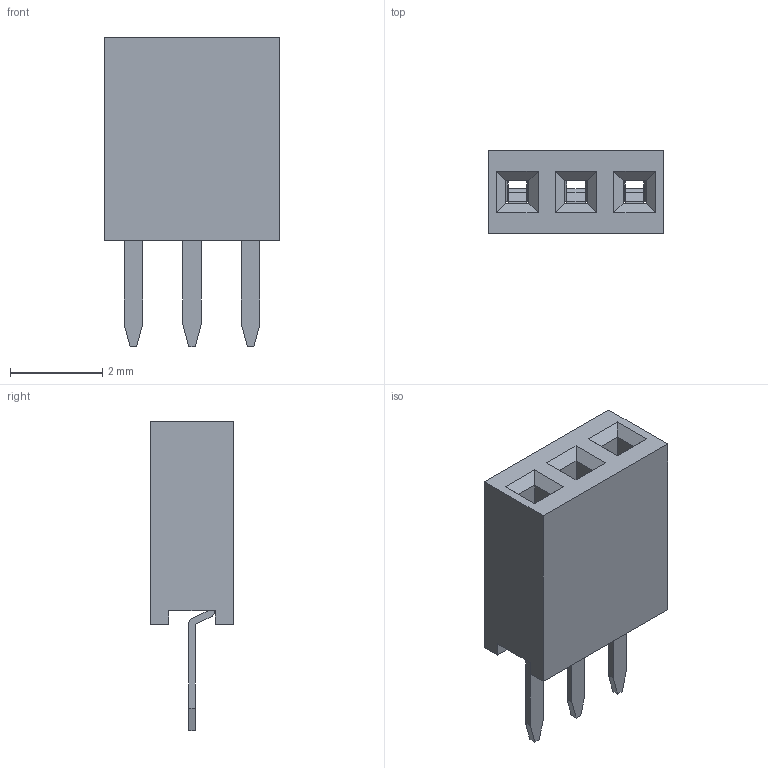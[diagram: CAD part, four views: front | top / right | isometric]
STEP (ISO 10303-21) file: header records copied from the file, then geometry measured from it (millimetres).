
FILE_DESCRIPTION(('STEP AP214'), '1');
FILE_NAME('PBS1.27', '', ('UNSPECIFIED'), ('UNSPECIFIED'), 'ASCON STEP Converter 1.6', 'ASCON Math Kernel', '');
FILE_SCHEMA(('AUTOMOTIVE_DESIGN { 1 0 10303 214 3 1 1}'));
Length unit declared in the file: millimetre
Bounding box: 3.81 x 1.8 x 6.7 mm (x, y, z)
Volume: 21.6 mm3; surface area: 164.8 mm2
Topology: 4 solids, 4 shells, 196 faces, 516 edges, 328 vertices
Faces by surface type: plane 169, cylinder 27
Entity records: 7548 total; most frequent: CARTESIAN_POINT 1041, ORIENTED_EDGE 1032, DIRECTION 964, EDGE_CURVE 516, LINE 462, VECTOR 462, VERTEX_POINT 328, AXIS2_PLACEMENT_3D 251
